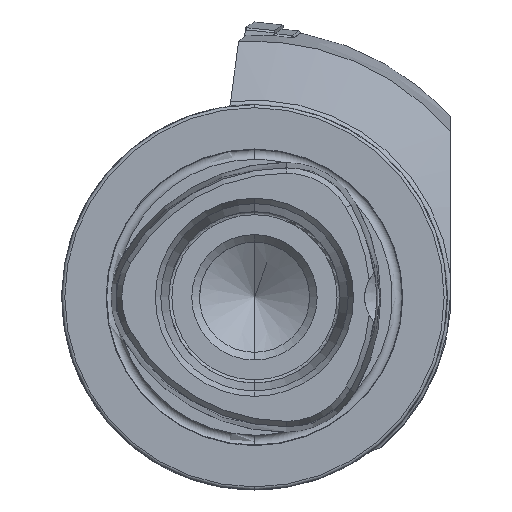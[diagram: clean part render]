
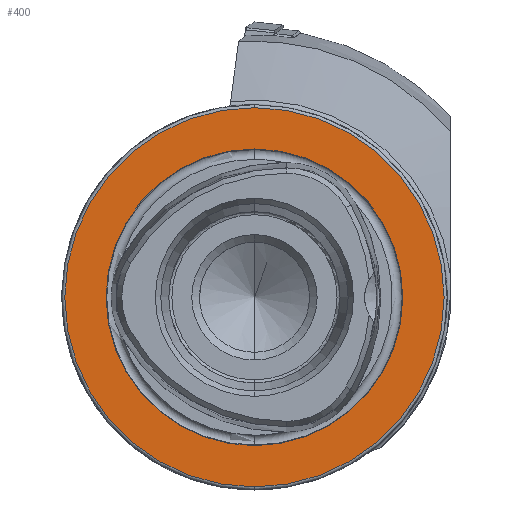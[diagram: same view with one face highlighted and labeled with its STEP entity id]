
A CAD part, left-side view. The second image highlights one B-rep face of the part: STEP entity #400.
In plain terms, the highlighted planar face has unit normal (-1, 0, 0).
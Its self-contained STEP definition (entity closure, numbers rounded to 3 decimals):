
#400 = ADVANCED_FACE ( 'NONE', ( #4115, #4118 ), #1612, .F. ) ;
#617 = EDGE_LOOP ( 'NONE', ( #5961, #5962 ) ) ;
#1525 = AXIS2_PLACEMENT_3D ( 'NONE', #10584, #10585, #10586 ) ;
#1528 = AXIS2_PLACEMENT_3D ( 'NONE', #10595, #10596, #10597 ) ;
#1609 = CARTESIAN_POINT ( 'NONE',  ( 0., 24.25, 0. ) ) ;
#1612 = PLANE ( 'NONE',  #5523 ) ;
#1614 = DIRECTION ( 'NONE',  ( 1., 0., 0. ) ) ;
#1615 = DIRECTION ( 'NONE',  ( 0., 0., -1. ) ) ;
#2354 = CARTESIAN_POINT ( 'NONE',  ( 0., 0., 31. ) ) ;
#2358 = CARTESIAN_POINT ( 'NONE',  ( 0., 0., -31. ) ) ;
#2916 = CIRCLE ( 'NONE', #4755, 31. ) ;
#2917 = CIRCLE ( 'NONE', #4756, 24.25 ) ;
#4115 = FACE_BOUND ( 'NONE', #7551, .T. ) ;
#4118 = FACE_OUTER_BOUND ( 'NONE', #617, .T. ) ;
#4755 = AXIS2_PLACEMENT_3D ( 'NONE', #5553, #5554, #5555 ) ;
#4756 = AXIS2_PLACEMENT_3D ( 'NONE', #5556, #5557, #5558 ) ;
#4986 = VERTEX_POINT ( 'NONE', #6160 ) ;
#5434 = EDGE_CURVE ( 'NONE', #4986, #7575, #10902, .T. ) ;
#5438 = EDGE_CURVE ( 'NONE', #9396, #9397, #10915, .T. ) ;
#5523 = AXIS2_PLACEMENT_3D ( 'NONE', #1609, #1614, #1615 ) ;
#5540 = CARTESIAN_POINT ( 'NONE',  ( 0., 0., 24.25 ) ) ;
#5553 = CARTESIAN_POINT ( 'NONE',  ( 0., 0., 0. ) ) ;
#5554 = DIRECTION ( 'NONE',  ( -1., 0., 0. ) ) ;
#5555 = DIRECTION ( 'NONE',  ( 0., 0., 1. ) ) ;
#5556 = CARTESIAN_POINT ( 'NONE',  ( 0., 0., 0. ) ) ;
#5557 = DIRECTION ( 'NONE',  ( -1., 0., 0. ) ) ;
#5558 = DIRECTION ( 'NONE',  ( 0., 0., 1. ) ) ;
#5959 = ORIENTED_EDGE ( 'NONE', *, *, #7941, .F. ) ;
#5960 = ORIENTED_EDGE ( 'NONE', *, *, #5434, .F. ) ;
#5961 = ORIENTED_EDGE ( 'NONE', *, *, #5438, .T. ) ;
#5962 = ORIENTED_EDGE ( 'NONE', *, *, #7940, .T. ) ;
#6160 = CARTESIAN_POINT ( 'NONE',  ( 0., 0., -24.25 ) ) ;
#7551 = EDGE_LOOP ( 'NONE', ( #5959, #5960 ) ) ;
#7575 = VERTEX_POINT ( 'NONE', #5540 ) ;
#7940 = EDGE_CURVE ( 'NONE', #9397, #9396, #2916, .T. ) ;
#7941 = EDGE_CURVE ( 'NONE', #7575, #4986, #2917, .T. ) ;
#9396 = VERTEX_POINT ( 'NONE', #2354 ) ;
#9397 = VERTEX_POINT ( 'NONE', #2358 ) ;
#10584 = CARTESIAN_POINT ( 'NONE',  ( 0., 0., 0. ) ) ;
#10585 = DIRECTION ( 'NONE',  ( -1., 0., 0. ) ) ;
#10586 = DIRECTION ( 'NONE',  ( 0., 0., 1. ) ) ;
#10595 = CARTESIAN_POINT ( 'NONE',  ( 0., 0., 0. ) ) ;
#10596 = DIRECTION ( 'NONE',  ( -1., 0., 0. ) ) ;
#10597 = DIRECTION ( 'NONE',  ( 0., 0., 1. ) ) ;
#10902 = CIRCLE ( 'NONE', #1525, 24.25 ) ;
#10915 = CIRCLE ( 'NONE', #1528, 31. ) ;
